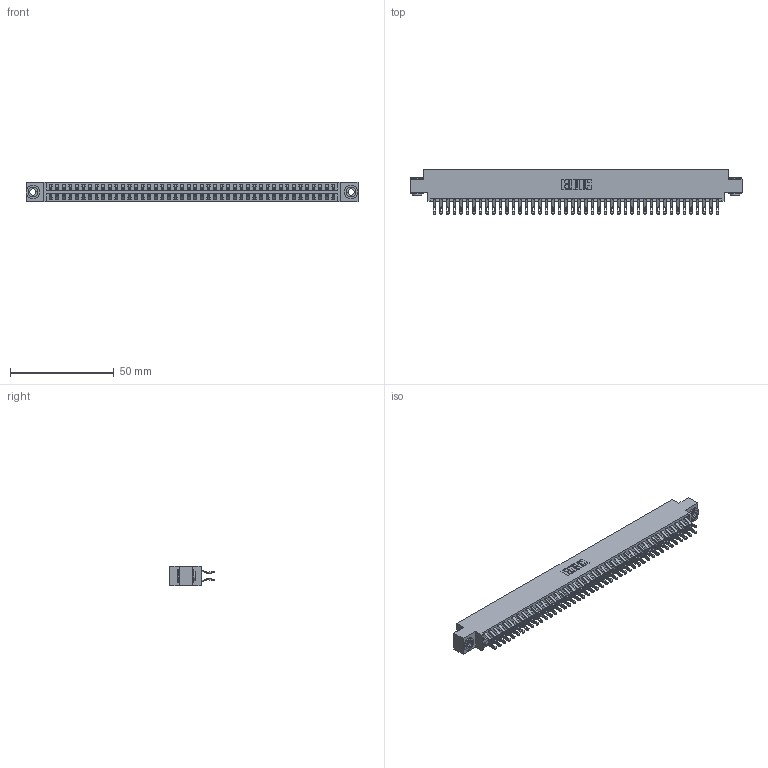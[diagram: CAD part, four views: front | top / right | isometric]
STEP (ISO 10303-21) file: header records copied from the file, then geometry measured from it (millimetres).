
FILE_DESCRIPTION (( 'STEP AP203' ), '1' );
FILE_NAME ('346-088-555-803.STEP', '2018-08-30T00:33:23', ( '' ), ( '' ), 'SwSTEP 2.0', 'SolidWorks 2016', '' );
FILE_SCHEMA (( 'CONFIG_CONTROL_DESIGN' ));
Length unit declared in the file: inch
Products named in the file (4): 346 Part_0.170 Offset - 0.156 Dia-TH; 346-088-555-803; 345-292-001_555 Tail; 345-250-002_345-250-002-102
Assembly tree (91 placements, depth 2):
  346-088-555-803
    346 Part_0.170 Offset - 0.156 Dia-TH
    345-292-001_555 Tail  x88
    345-250-002_345-250-002-102  x2
Bounding box: 160.27 x 21.46 x 9.4 mm (x, y, z)
Volume: 15764.3 mm3; surface area: 23004.2 mm2
Topology: 91 solids, 91 shells, 5268 faces, 16521 edges, 11010 vertices
Faces by surface type: plane 2994, cylinder 2266, cone 8
Entity records: 29554 total; most frequent: CARTESIAN_POINT 4881, ORIENTED_EDGE 4778, DIRECTION 4351, EDGE_CURVE 2389, VECTOR 2037, LINE 2037, VERTEX_POINT 1590, AXIS2_PLACEMENT_3D 1157
